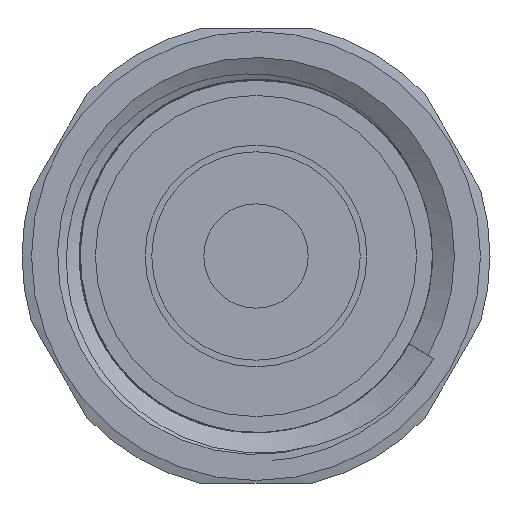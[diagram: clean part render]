
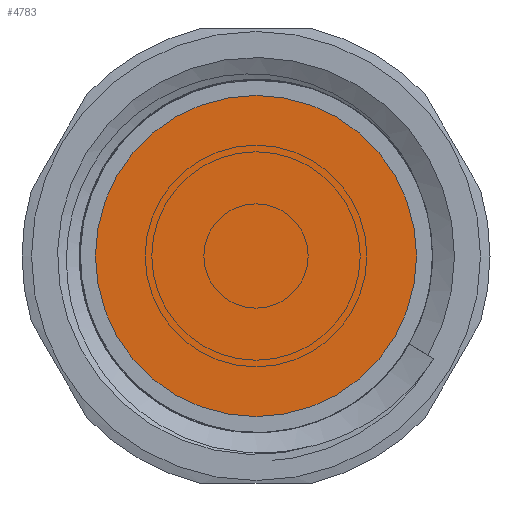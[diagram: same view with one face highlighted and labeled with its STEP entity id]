
A CAD part, left-side view. The second image highlights one B-rep face of the part: STEP entity #4783.
In plain terms, the highlighted planar face has unit normal (-1, 0, 0).
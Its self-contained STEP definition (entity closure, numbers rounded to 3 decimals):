
#255=PLANE('',#5132);
#358=FACE_OUTER_BOUND('',#653,.T.);
#653=EDGE_LOOP('',(#3210,#3211));
#976=CIRCLE('',#5128,8.475);
#977=CIRCLE('',#5129,8.475);
#1915=VERTEX_POINT('',#7568);
#1916=VERTEX_POINT('',#7570);
#2445=EDGE_CURVE('',#1915,#1916,#976,.T.);
#2446=EDGE_CURVE('',#1916,#1915,#977,.T.);
#3210=ORIENTED_EDGE('',*,*,#2446,.F.);
#3211=ORIENTED_EDGE('',*,*,#2445,.F.);
#4783=ADVANCED_FACE('',(#358),#255,.T.);
#5128=AXIS2_PLACEMENT_3D('',#7571,#5762,#5763);
#5129=AXIS2_PLACEMENT_3D('',#7572,#5764,#5765);
#5132=AXIS2_PLACEMENT_3D('',#7685,#5770,#5771);
#5762=DIRECTION('center_axis',(1.,0.,0.));
#5763=DIRECTION('ref_axis',(0.,0.,-1.));
#5764=DIRECTION('center_axis',(1.,0.,0.));
#5765=DIRECTION('ref_axis',(0.,0.,-1.));
#5770=DIRECTION('center_axis',(-1.,0.,0.));
#5771=DIRECTION('ref_axis',(0.,0.,1.));
#7568=CARTESIAN_POINT('',(-19.104,-8.475,0.));
#7570=CARTESIAN_POINT('',(-19.104,8.475,0.));
#7571=CARTESIAN_POINT('Origin',(-19.104,0.,
0.));
#7572=CARTESIAN_POINT('Origin',(-19.104,0.,
0.));
#7685=CARTESIAN_POINT('Origin',(-19.104,8.475,0.));
